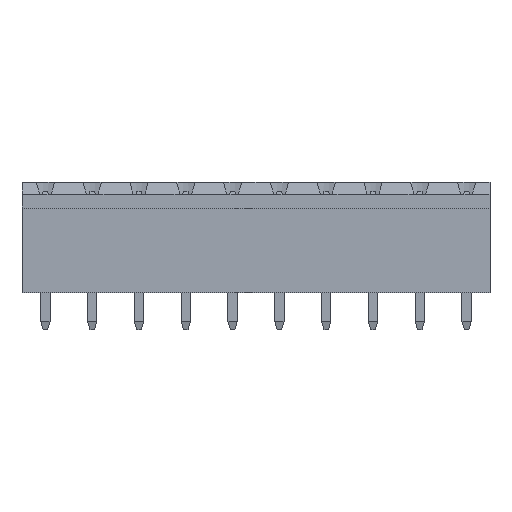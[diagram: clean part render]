
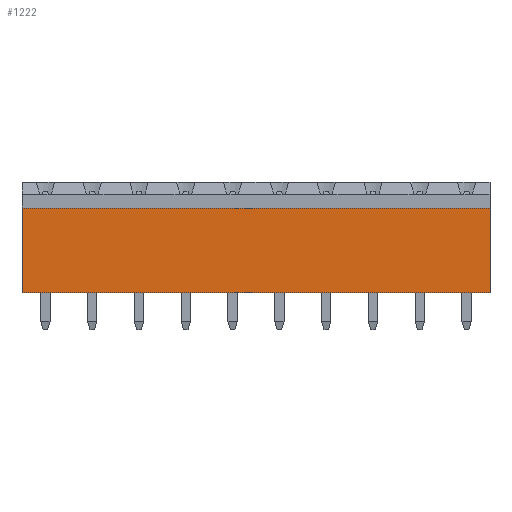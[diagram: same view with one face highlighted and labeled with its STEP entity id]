
A CAD part, front view. The second image highlights one B-rep face of the part: STEP entity #1222.
In plain terms, the highlighted planar face has unit normal (0, -1, 0).
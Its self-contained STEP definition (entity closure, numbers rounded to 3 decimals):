
#1222 = ADVANCED_FACE( '', ( #2401 ), #2402, .T. );
#2401 = FACE_OUTER_BOUND( '', #3532, .T. );
#2402 = PLANE( '', #3533 );
#3532 = EDGE_LOOP( '', ( #6979, #6980, #6981, #6982 ) );
#3533 = AXIS2_PLACEMENT_3D( '', #6983, #6984, #6985 );
#6979 = ORIENTED_EDGE( '', *, *, #7729, .F. );
#6980 = ORIENTED_EDGE( '', *, *, #8053, .F. );
#6981 = ORIENTED_EDGE( '', *, *, #7848, .F. );
#6982 = ORIENTED_EDGE( '', *, *, #7354, .T. );
#6983 = CARTESIAN_POINT( '', ( 26.4, -4.05, -6. ) );
#6984 = DIRECTION( '', ( 0., -1., 0. ) );
#6985 = DIRECTION( '', ( 0., 0., -1. ) );
#7354 = EDGE_CURVE( '', #9000, #8997, #9001, .T. );
#7729 = EDGE_CURVE( '', #9593, #8997, #9595, .T. );
#7848 = EDGE_CURVE( '', #9000, #9764, #9765, .T. );
#8053 = EDGE_CURVE( '', #9764, #9593, #10043, .T. );
#8997 = VERTEX_POINT( '', #11318 );
#9000 = VERTEX_POINT( '', #11322 );
#9001 = LINE( '', #11323, #11324 );
#9593 = VERTEX_POINT( '', #12193 );
#9595 = LINE( '', #12196, #12197 );
#9764 = VERTEX_POINT( '', #12443 );
#9765 = LINE( '', #12444, #12445 );
#10043 = LINE( '', #12861, #12862 );
#11318 = CARTESIAN_POINT( '', ( -25.4, -4.05, 3.2 ) );
#11322 = CARTESIAN_POINT( '', ( 25.4, -4.05, 3.2 ) );
#11323 = CARTESIAN_POINT( '', ( 26.4, -4.05, 3.2 ) );
#11324 = VECTOR( '', #13722, 1000. );
#12193 = CARTESIAN_POINT( '', ( -25.4, -4.05, -6. ) );
#12196 = CARTESIAN_POINT( '', ( -25.4, -4.05, -6. ) );
#12197 = VECTOR( '', #14076, 1000. );
#12443 = CARTESIAN_POINT( '', ( 25.4, -4.05, -6. ) );
#12444 = CARTESIAN_POINT( '', ( 25.4, -4.05, -6. ) );
#12445 = VECTOR( '', #14175, 1000. );
#12861 = CARTESIAN_POINT( '', ( 26.4, -4.05, -6. ) );
#12862 = VECTOR( '', #14347, 1000. );
#13722 = DIRECTION( '', ( -1., 0., 0. ) );
#14076 = DIRECTION( '', ( 0., 0., 1. ) );
#14175 = DIRECTION( '', ( 0., 0., -1. ) );
#14347 = DIRECTION( '', ( -1., 0., 0. ) );
